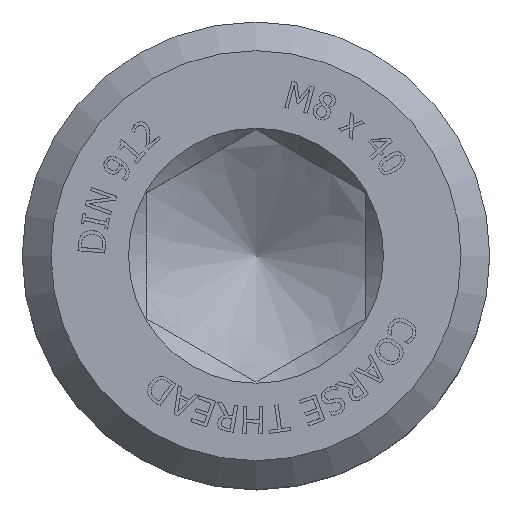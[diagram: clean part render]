
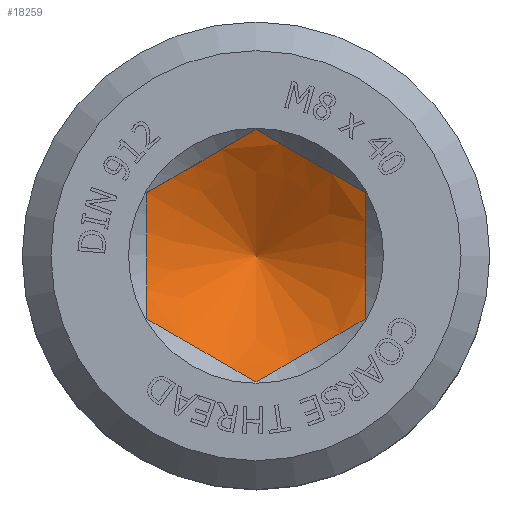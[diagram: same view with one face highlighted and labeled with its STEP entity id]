
A CAD part, top view. The second image highlights one B-rep face of the part: STEP entity #18259.
In plain terms, the highlighted conical face has half-angle 60 degrees and reference radius 2.6 mm.
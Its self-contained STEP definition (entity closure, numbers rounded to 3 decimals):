
#17887=CARTESIAN_POINT('',(0.,3.51,-4.0));
#17888=VERTEX_POINT('',#17887);
#17895=CARTESIAN_POINT('',(3.04,1.755,-4.0));
#17896=VERTEX_POINT('',#17895);
#17897=CARTESIAN_POINT('',(3.04,1.755,-4.0));
#17898=CARTESIAN_POINT('',(1.52,2.633,-4.507));
#17899=CARTESIAN_POINT('',(0.,3.51,-4.0));
#17907=(BOUNDED_CURVE()B_SPLINE_CURVE(2,(#17897,#17898,#17899),.UNSPECIFIED.,.F.,.U.)B_SPLINE_CURVE_WITH_KNOTS((3,3),(0.21,0.67),.UNSPECIFIED.)CURVE()GEOMETRIC_REPRESENTATION_ITEM()RATIONAL_B_SPLINE_CURVE((1.258,1.453,1.258))REPRESENTATION_ITEM(''));
#17908=EDGE_CURVE('',#17896,#17888,#17907,.T.);
#17925=CARTESIAN_POINT('',(-3.04,1.755,-4.0));
#17926=VERTEX_POINT('',#17925);
#17933=CARTESIAN_POINT('',(0.,3.51,-4.0));
#17934=CARTESIAN_POINT('',(-1.52,2.633,-4.507));
#17935=CARTESIAN_POINT('',(-3.04,1.755,-4.0));
#17943=(BOUNDED_CURVE()B_SPLINE_CURVE(2,(#17933,#17934,#17935),.UNSPECIFIED.,.F.,.U.)B_SPLINE_CURVE_WITH_KNOTS((3,3),(0.21,0.67),.UNSPECIFIED.)CURVE()GEOMETRIC_REPRESENTATION_ITEM()RATIONAL_B_SPLINE_CURVE((1.258,1.453,1.258))REPRESENTATION_ITEM(''));
#17944=EDGE_CURVE('',#17888,#17926,#17943,.T.);
#17956=CARTESIAN_POINT('',(-3.04,-1.755,-4.0));
#17957=VERTEX_POINT('',#17956);
#17964=CARTESIAN_POINT('',(-3.04,1.755,-4.0));
#17965=CARTESIAN_POINT('',(-3.04,0.,-4.507));
#17966=CARTESIAN_POINT('',(-3.04,-1.755,-4.0));
#17974=(BOUNDED_CURVE()B_SPLINE_CURVE(2,(#17964,#17965,#17966),.UNSPECIFIED.,.F.,.U.)B_SPLINE_CURVE_WITH_KNOTS((3,3),(0.21,0.67),.UNSPECIFIED.)CURVE()GEOMETRIC_REPRESENTATION_ITEM()RATIONAL_B_SPLINE_CURVE((1.258,1.453,1.258))REPRESENTATION_ITEM(''));
#17975=EDGE_CURVE('',#17926,#17957,#17974,.T.);
#17987=CARTESIAN_POINT('',(0.,-3.51,-4.0));
#17988=VERTEX_POINT('',#17987);
#17995=CARTESIAN_POINT('',(-3.04,-1.755,-4.0));
#17996=CARTESIAN_POINT('',(-1.52,-2.633,-4.507));
#17997=CARTESIAN_POINT('',(0.,-3.51,-4.0));
#18005=(BOUNDED_CURVE()B_SPLINE_CURVE(2,(#17995,#17996,#17997),.UNSPECIFIED.,.F.,.U.)B_SPLINE_CURVE_WITH_KNOTS((3,3),(0.21,0.67),.UNSPECIFIED.)CURVE()GEOMETRIC_REPRESENTATION_ITEM()RATIONAL_B_SPLINE_CURVE((1.258,1.453,1.258))REPRESENTATION_ITEM(''));
#18006=EDGE_CURVE('',#17957,#17988,#18005,.T.);
#18018=CARTESIAN_POINT('',(3.04,-1.755,-4.));
#18019=VERTEX_POINT('',#18018);
#18026=CARTESIAN_POINT('',(0.,-3.51,-4.0));
#18027=CARTESIAN_POINT('',(1.52,-2.633,-4.507));
#18028=CARTESIAN_POINT('',(3.04,-1.755,-4.));
#18036=(BOUNDED_CURVE()B_SPLINE_CURVE(2,(#18026,#18027,#18028),.UNSPECIFIED.,.F.,.U.)B_SPLINE_CURVE_WITH_KNOTS((3,3),(0.21,0.67),.UNSPECIFIED.)CURVE()GEOMETRIC_REPRESENTATION_ITEM()RATIONAL_B_SPLINE_CURVE((1.258,1.453,1.258))REPRESENTATION_ITEM(''));
#18037=EDGE_CURVE('',#17988,#18019,#18036,.T.);
#18050=CARTESIAN_POINT('',(3.04,-1.755,-4.));
#18051=CARTESIAN_POINT('',(3.04,0.,-4.507));
#18052=CARTESIAN_POINT('',(3.04,1.755,-4.0));
#18060=(BOUNDED_CURVE()B_SPLINE_CURVE(2,(#18050,#18051,#18052),.UNSPECIFIED.,.F.,.U.)B_SPLINE_CURVE_WITH_KNOTS((3,3),(0.21,0.67),.UNSPECIFIED.)CURVE()GEOMETRIC_REPRESENTATION_ITEM()RATIONAL_B_SPLINE_CURVE((1.258,1.453,1.258))REPRESENTATION_ITEM(''));
#18061=EDGE_CURVE('',#18019,#17896,#18060,.T.);
#18246=CARTESIAN_POINT('',(0.0,0.,-4.526));
#18247=DIRECTION('',(0.0,0.,1.0));
#18248=DIRECTION('',(0.0,1.0,0.0));
#18249=AXIS2_PLACEMENT_3D('',#18246,#18247,#18248);
#18250=CONICAL_SURFACE('',#18249,2.6,60.);
#18251=ORIENTED_EDGE('',*,*,#17975,.T.);
#18252=ORIENTED_EDGE('',*,*,#18006,.T.);
#18253=ORIENTED_EDGE('',*,*,#18037,.T.);
#18254=ORIENTED_EDGE('',*,*,#18061,.T.);
#18255=ORIENTED_EDGE('',*,*,#17908,.T.);
#18256=ORIENTED_EDGE('',*,*,#17944,.T.);
#18257=EDGE_LOOP('',(#18251,#18252,#18253,#18254,#18255,#18256));
#18258=FACE_OUTER_BOUND('',#18257,.T.);
#18259=ADVANCED_FACE('',(#18258),#18250,.F.);
